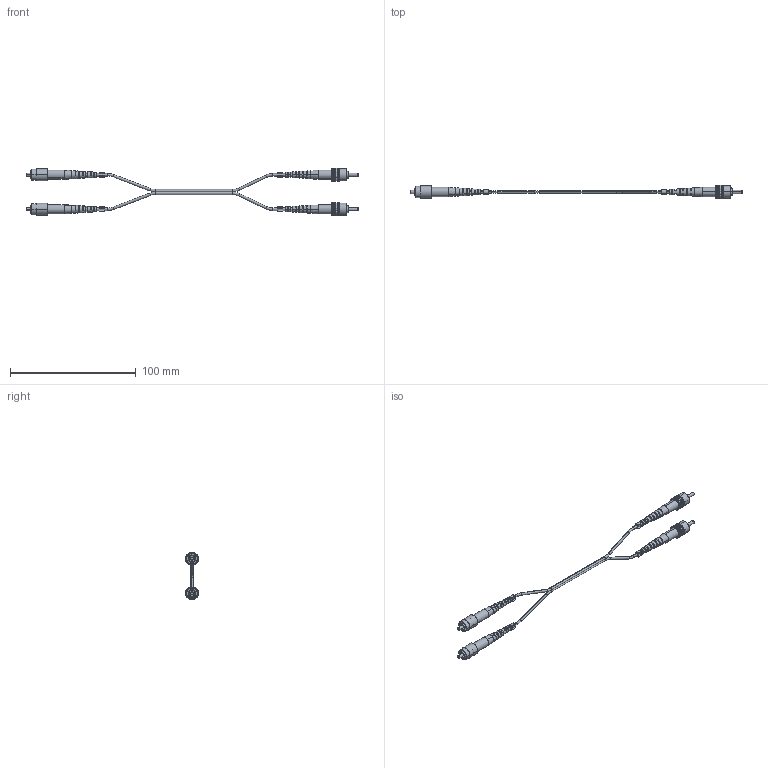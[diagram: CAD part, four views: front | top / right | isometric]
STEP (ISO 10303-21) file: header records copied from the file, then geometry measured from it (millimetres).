
FILE_DESCRIPTION (( 'STEP AP214' ), '1' );
FILE_NAME ('FCA-FCST-DPS1Z.step', '2021-09-01T12:29:56', ( '' ), ( '' ), 'SwSTEP 2.0', 'SolidWorks 2021', '' );
FILE_SCHEMA (( 'AUTOMOTIVE_DESIGN' ));
Length unit declared in the file: inch
Products named in the file (11): 1AF05-007-MA1; 1AF01-002-MA2_no knurling; 1AF05-007-MA3; 1AF05-007; 1AF01-002_no knurling; LBL-C3P-B; FCA-FCFC-DPS1Z-ma1_YELLOW; LBL-C3P-A; 1AF05-007-MA2; FCA-FCST-DPS1Z; 1AF01-002-MA1
Assembly tree (14 placements, depth 3):
  FCA-FCST-DPS1Z
    FCA-FCFC-DPS1Z-ma1_YELLOW
    1AF01-002_no knurling  x2
      1AF01-002-MA1
      1AF01-002-MA2_no knurling
    1AF05-007  x2
      1AF05-007-MA1
      1AF05-007-MA3
      1AF05-007-MA2
    LBL-C3P-A  x2
    LBL-C3P-B  x2
Bounding box: 263.58 x 10.3 x 37.7 mm (x, y, z)
Volume: 6626.1 mm3; surface area: 13253.6 mm2
Topology: 16 solids, 16 shells, 706 faces, 2016 edges, 1328 vertices
Faces by surface type: plane 516, cylinder 116, cone 36, torus 20, bspline 18
Entity records: 15614 total; most frequent: CARTESIAN_POINT 3341, ORIENTED_EDGE 2092, DIRECTION 2019, EDGE_CURVE 1046, AXIS2_PLACEMENT_3D 729, VERTEX_POINT 684, VECTOR 561, LINE 561
